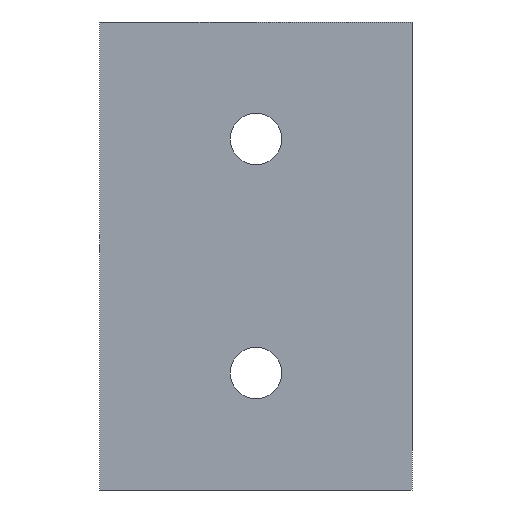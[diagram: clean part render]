
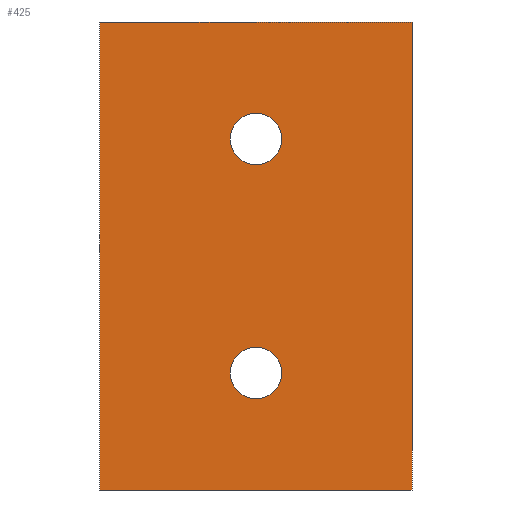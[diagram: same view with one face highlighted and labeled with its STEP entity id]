
A CAD part, left-side view. The second image highlights one B-rep face of the part: STEP entity #425.
In plain terms, the highlighted planar face has unit normal (-1, 0, 0).
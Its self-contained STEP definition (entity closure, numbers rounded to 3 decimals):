
#32 = EDGE_CURVE ( 'NONE', #690, #846, #539, .T. ) ;
#35 = DIRECTION ( 'NONE',  ( 0., -1., 0. ) ) ;
#57 = EDGE_CURVE ( 'NONE', #606, #690, #622, .T. ) ;
#64 = ORIENTED_EDGE ( 'NONE', *, *, #75, .T. ) ;
#67 = AXIS2_PLACEMENT_3D ( 'NONE', #306, #610, #898 ) ;
#75 = EDGE_CURVE ( 'NONE', #680, #527, #714, .T. ) ;
#95 = DIRECTION ( 'NONE',  ( 0., 0., -1. ) ) ;
#96 = AXIS2_PLACEMENT_3D ( 'NONE', #234, #167, #692 ) ;
#103 = ORIENTED_EDGE ( 'NONE', *, *, #442, .T. ) ;
#145 = CIRCLE ( 'NONE', #685, 1.65 ) ;
#151 = VERTEX_POINT ( 'NONE', #642 ) ;
#167 = DIRECTION ( 'NONE',  ( 1., 0., 0. ) ) ;
#168 = CARTESIAN_POINT ( 'NONE',  ( 0., -10., 30. ) ) ;
#173 = CARTESIAN_POINT ( 'NONE',  ( 0., 0., 7.5 ) ) ;
#176 = AXIS2_PLACEMENT_3D ( 'NONE', #726, #355, #416 ) ;
#193 = CIRCLE ( 'NONE', #176, 1.65 ) ;
#199 = CARTESIAN_POINT ( 'NONE',  ( 0., -10., 0. ) ) ;
#213 = CARTESIAN_POINT ( 'NONE',  ( 0., 10., 30. ) ) ;
#221 = CIRCLE ( 'NONE', #67, 1.65 ) ;
#234 = CARTESIAN_POINT ( 'NONE',  ( 0., -10., 30. ) ) ;
#239 = PLANE ( 'NONE',  #96 ) ;
#241 = CARTESIAN_POINT ( 'NONE',  ( 0., -10., 30. ) ) ;
#246 = CARTESIAN_POINT ( 'NONE',  ( 0., 0., 9.15 ) ) ;
#253 = EDGE_CURVE ( 'NONE', #606, #729, #952, .T. ) ;
#266 = CARTESIAN_POINT ( 'NONE',  ( 0., -10., 30. ) ) ;
#306 = CARTESIAN_POINT ( 'NONE',  ( 0., 0., 22.5 ) ) ;
#329 = CARTESIAN_POINT ( 'NONE',  ( 0., 0., 24.15 ) ) ;
#330 = DIRECTION ( 'NONE',  ( 0., 0., -1. ) ) ;
#332 = ORIENTED_EDGE ( 'NONE', *, *, #57, .F. ) ;
#338 = VECTOR ( 'NONE', #330, 1000. ) ;
#348 = ORIENTED_EDGE ( 'NONE', *, *, #660, .T. ) ;
#351 = EDGE_CURVE ( 'NONE', #724, #151, #145, .T. ) ;
#355 = DIRECTION ( 'NONE',  ( 1., 0., 0. ) ) ;
#392 = FACE_BOUND ( 'NONE', #901, .T. ) ;
#402 = CARTESIAN_POINT ( 'NONE',  ( 0., 0., 22.5 ) ) ;
#415 = DIRECTION ( 'NONE',  ( 1., 0., 0. ) ) ;
#416 = DIRECTION ( 'NONE',  ( 0., 0., -1. ) ) ;
#425 = ADVANCED_FACE ( 'NONE', ( #392, #617, #903 ), #239, .F. ) ;
#440 = ORIENTED_EDGE ( 'NONE', *, *, #253, .T. ) ;
#442 = EDGE_CURVE ( 'NONE', #729, #846, #766, .T. ) ;
#462 = CARTESIAN_POINT ( 'NONE',  ( 0., 10., 0. ) ) ;
#504 = DIRECTION ( 'NONE',  ( 0., 0., -1. ) ) ;
#527 = VERTEX_POINT ( 'NONE', #329 ) ;
#539 = LINE ( 'NONE', #241, #338 ) ;
#545 = DIRECTION ( 'NONE',  ( 0., -1., 0. ) ) ;
#551 = ORIENTED_EDGE ( 'NONE', *, *, #32, .F. ) ;
#567 = ORIENTED_EDGE ( 'NONE', *, *, #823, .T. ) ;
#606 = VERTEX_POINT ( 'NONE', #902 ) ;
#610 = DIRECTION ( 'NONE',  ( 1., 0., 0. ) ) ;
#612 = CARTESIAN_POINT ( 'NONE',  ( 0., -10., 0. ) ) ;
#617 = FACE_BOUND ( 'NONE', #746, .T. ) ;
#622 = LINE ( 'NONE', #168, #802 ) ;
#642 = CARTESIAN_POINT ( 'NONE',  ( 0., 0., 5.85 ) ) ;
#660 = EDGE_CURVE ( 'NONE', #527, #680, #221, .T. ) ;
#680 = VERTEX_POINT ( 'NONE', #928 ) ;
#685 = AXIS2_PLACEMENT_3D ( 'NONE', #173, #761, #95 ) ;
#690 = VERTEX_POINT ( 'NONE', #266 ) ;
#692 = DIRECTION ( 'NONE',  ( 0., 1., 0. ) ) ;
#714 = CIRCLE ( 'NONE', #831, 1.65 ) ;
#724 = VERTEX_POINT ( 'NONE', #246 ) ;
#726 = CARTESIAN_POINT ( 'NONE',  ( 0., 0., 7.5 ) ) ;
#729 = VERTEX_POINT ( 'NONE', #462 ) ;
#738 = EDGE_LOOP ( 'NONE', ( #103, #551, #332, #440 ) ) ;
#744 = VECTOR ( 'NONE', #35, 1000. ) ;
#746 = EDGE_LOOP ( 'NONE', ( #567, #888 ) ) ;
#761 = DIRECTION ( 'NONE',  ( 1., 0., 0. ) ) ;
#766 = LINE ( 'NONE', #612, #744 ) ;
#802 = VECTOR ( 'NONE', #545, 1000. ) ;
#823 = EDGE_CURVE ( 'NONE', #151, #724, #193, .T. ) ;
#831 = AXIS2_PLACEMENT_3D ( 'NONE', #402, #415, #854 ) ;
#832 = VECTOR ( 'NONE', #504, 1000. ) ;
#846 = VERTEX_POINT ( 'NONE', #199 ) ;
#854 = DIRECTION ( 'NONE',  ( 0., 0., -1. ) ) ;
#888 = ORIENTED_EDGE ( 'NONE', *, *, #351, .T. ) ;
#898 = DIRECTION ( 'NONE',  ( 0., 0., -1. ) ) ;
#901 = EDGE_LOOP ( 'NONE', ( #64, #348 ) ) ;
#902 = CARTESIAN_POINT ( 'NONE',  ( 0., 10., 30. ) ) ;
#903 = FACE_OUTER_BOUND ( 'NONE', #738, .T. ) ;
#928 = CARTESIAN_POINT ( 'NONE',  ( 0., 0., 20.85 ) ) ;
#952 = LINE ( 'NONE', #213, #832 ) ;
